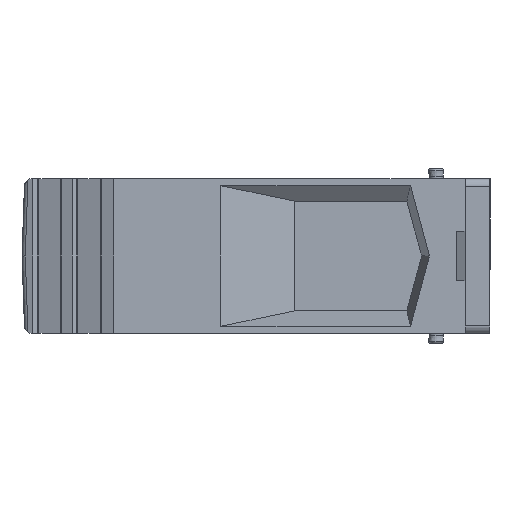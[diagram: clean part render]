
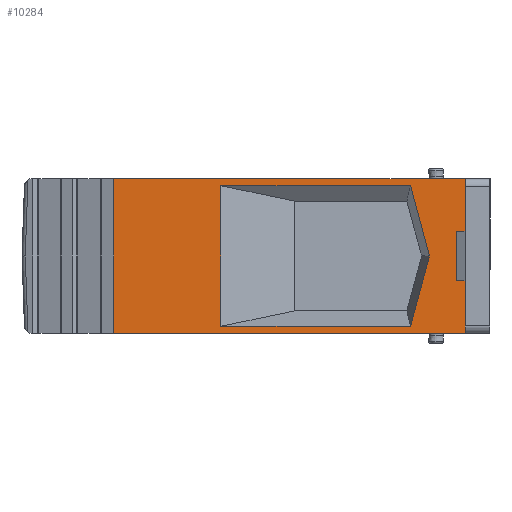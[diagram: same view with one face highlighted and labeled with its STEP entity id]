
A CAD part, left-side view. The second image highlights one B-rep face of the part: STEP entity #10284.
In plain terms, the highlighted face is planar.
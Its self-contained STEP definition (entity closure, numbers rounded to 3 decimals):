
#314=DIRECTION('',(0.,0.94,-0.342));
#315=VECTOR('',#314,70.341);
#316=CARTESIAN_POINT('',(-11.5,-86.52,-76.738));
#317=LINE('',#316,#315);
#1963=DIRECTION('',(0.,-0.94,0.342));
#1964=VECTOR('',#1963,70.341);
#1965=CARTESIAN_POINT('',(19.5,-20.421,-100.796));
#1966=LINE('',#1965,#1964);
#3251=DIRECTION('',(1.,0.,0.));
#3252=VECTOR('',#3251,31.);
#3253=CARTESIAN_POINT('',(-11.5,-20.421,-100.796));
#3254=LINE('',#3253,#3252);
#3258=DIRECTION('',(1.,0.,0.));
#3259=VECTOR('',#3258,10.5);
#3260=CARTESIAN_POINT('',(-11.5,-86.52,-76.738));
#3261=LINE('',#3260,#3259);
#3265=DIRECTION('',(0.,0.94,-0.342));
#3266=VECTOR('',#3265,1.8);
#3267=CARTESIAN_POINT('',(-1.,-86.52,-76.738));
#3268=LINE('',#3267,#3266);
#3272=DIRECTION('',(1.,0.,0.));
#3273=VECTOR('',#3272,10.);
#3274=CARTESIAN_POINT('',(-1.,-84.829,-77.353));
#3275=LINE('',#3274,#3273);
#3279=DIRECTION('',(1.,0.,0.));
#3280=VECTOR('',#3279,28.187);
#3281=CARTESIAN_POINT('',(-10.094,-40.548,
-93.47));
#3282=LINE('',#3281,#3280);
#3286=DIRECTION('',(0.,-0.94,0.342));
#3287=VECTOR('',#3286,37.998);
#3288=CARTESIAN_POINT('',(18.094,-40.548,
-93.47));
#3289=LINE('',#3288,#3287);
#3293=DIRECTION('',(-0.966,-0.243,0.089));
#3294=VECTOR('',#3293,14.591);
#3295=CARTESIAN_POINT('',(18.094,-76.254,
-80.474));
#3296=LINE('',#3295,#3294);
#3300=DIRECTION('',(-0.966,0.243,-0.089));
#3301=VECTOR('',#3300,14.591);
#3302=CARTESIAN_POINT('',(4.,-79.803,
-79.182));
#3303=LINE('',#3302,#3301);
#3307=DIRECTION('',(0.,0.94,-0.342));
#3308=VECTOR('',#3307,37.998);
#3309=CARTESIAN_POINT('',(-10.094,-76.254,
-80.474));
#3310=LINE('',#3309,#3308);
#3337=DIRECTION('',(-1.,0.,0.));
#3338=VECTOR('',#3337,10.5);
#3339=CARTESIAN_POINT('',(19.5,-86.52,-76.738));
#3340=LINE('',#3339,#3338);
#3408=DIRECTION('',(0.,0.94,-0.342));
#3409=VECTOR('',#3408,1.8);
#3410=CARTESIAN_POINT('',(9.,-86.52,-76.738));
#3411=LINE('',#3410,#3409);
#6099=CARTESIAN_POINT('',(-11.5,-86.52,-76.738));
#6100=VERTEX_POINT('',#6099);
#6101=CARTESIAN_POINT('',(-11.5,-20.421,-100.796));
#6102=VERTEX_POINT('',#6101);
#6605=CARTESIAN_POINT('',(19.5,-20.421,-100.796));
#6606=VERTEX_POINT('',#6605);
#6607=CARTESIAN_POINT('',(19.5,-86.52,-76.738));
#6608=VERTEX_POINT('',#6607);
#6750=CARTESIAN_POINT('',(-1.,-86.52,-76.738));
#6751=VERTEX_POINT('',#6750);
#6752=CARTESIAN_POINT('',(-1.,-84.829,-77.353));
#6753=VERTEX_POINT('',#6752);
#6754=CARTESIAN_POINT('',(9.,-84.829,-77.353));
#6755=VERTEX_POINT('',#6754);
#6756=CARTESIAN_POINT('',(9.,-86.52,-76.738));
#6757=VERTEX_POINT('',#6756);
#6758=CARTESIAN_POINT('',(-10.094,-40.548,
-93.47));
#6759=CARTESIAN_POINT('',(18.094,-40.548,
-93.47));
#6760=VERTEX_POINT('',#6758);
#6761=VERTEX_POINT('',#6759);
#6762=CARTESIAN_POINT('',(18.094,-76.254,
-80.474));
#6763=VERTEX_POINT('',#6762);
#6764=CARTESIAN_POINT('',(4.,-79.803,
-79.182));
#6765=VERTEX_POINT('',#6764);
#6766=CARTESIAN_POINT('',(-10.094,-76.254,
-80.474));
#6767=VERTEX_POINT('',#6766);
#10252=CARTESIAN_POINT('',(4.,-87.353,-76.435));
#10253=DIRECTION('',(0.,-0.342,-0.94));
#10254=DIRECTION('',(0.,0.94,-0.342));
#10255=AXIS2_PLACEMENT_3D('',#10252,#10253,#10254);
#10256=PLANE('',#10255);
#10258=ORIENTED_EDGE('',*,*,#10257,.T.);
#10260=ORIENTED_EDGE('',*,*,#10259,.T.);
#10262=ORIENTED_EDGE('',*,*,#10261,.T.);
#10264=ORIENTED_EDGE('',*,*,#10263,.F.);
#10266=ORIENTED_EDGE('',*,*,#10265,.F.);
#10267=ORIENTED_EDGE('',*,*,#8360,.F.);
#10268=ORIENTED_EDGE('',*,*,#10237,.F.);
#10269=ORIENTED_EDGE('',*,*,#7247,.F.);
#10270=EDGE_LOOP('',(#10258,#10260,#10262,#10264,#10266,#10267,#10268,#10269));
#10271=FACE_OUTER_BOUND('',#10270,.F.);
#10273=ORIENTED_EDGE('',*,*,#10272,.T.);
#10275=ORIENTED_EDGE('',*,*,#10274,.T.);
#10277=ORIENTED_EDGE('',*,*,#10276,.T.);
#10279=ORIENTED_EDGE('',*,*,#10278,.T.);
#10281=ORIENTED_EDGE('',*,*,#10280,.T.);
#10282=EDGE_LOOP('',(#10273,#10275,#10277,#10279,#10281));
#10283=FACE_BOUND('',#10282,.F.);
#7247=EDGE_CURVE('',#6100,#6102,#317,.T.);
#8360=EDGE_CURVE('',#6606,#6608,#1966,.T.);
#10237=EDGE_CURVE('',#6102,#6606,#3254,.T.);
#10257=EDGE_CURVE('',#6100,#6751,#3261,.T.);
#10259=EDGE_CURVE('',#6751,#6753,#3268,.T.);
#10261=EDGE_CURVE('',#6753,#6755,#3275,.T.);
#10263=EDGE_CURVE('',#6757,#6755,#3411,.T.);
#10265=EDGE_CURVE('',#6608,#6757,#3340,.T.);
#10272=EDGE_CURVE('',#6760,#6761,#3282,.T.);
#10274=EDGE_CURVE('',#6761,#6763,#3289,.T.);
#10276=EDGE_CURVE('',#6763,#6765,#3296,.T.);
#10278=EDGE_CURVE('',#6765,#6767,#3303,.T.);
#10280=EDGE_CURVE('',#6767,#6760,#3310,.T.);
#10284=ADVANCED_FACE('',(#10271,#10283),#10256,.T.);
